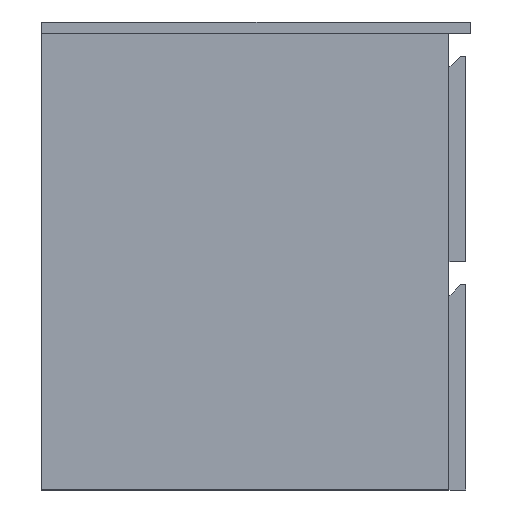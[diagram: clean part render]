
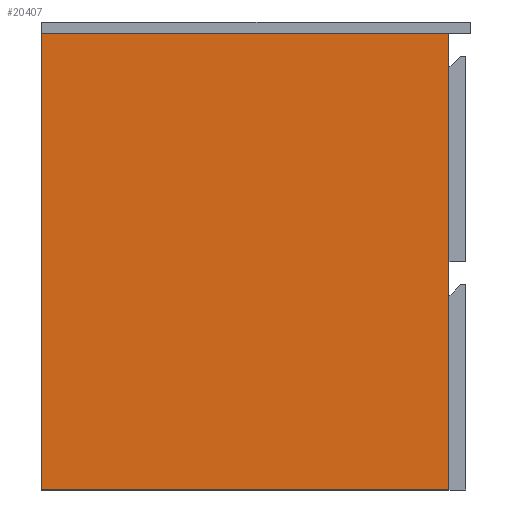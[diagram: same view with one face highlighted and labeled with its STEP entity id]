
A CAD part, left-side view. The second image highlights one B-rep face of the part: STEP entity #20407.
In plain terms, the highlighted face is planar.
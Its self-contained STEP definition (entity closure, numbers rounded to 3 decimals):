
#411 = FACE_OUTER_BOUND ( 'NONE', #36269, .T. ) ;
#1553 = VECTOR ( 'NONE', #12527, 1000. ) ;
#3666 = ORIENTED_EDGE ( 'NONE', *, *, #27476, .F. ) ;
#4101 = DIRECTION ( 'NONE',  ( -1., 0., 0. ) ) ;
#4806 = DIRECTION ( 'NONE',  ( -1., 0., 0. ) ) ;
#6258 = VERTEX_POINT ( 'NONE', #42708 ) ;
#11118 = LINE ( 'NONE', #26651, #1553 ) ;
#11752 = EDGE_CURVE ( 'EFI100', #46097, #11990, #37412, .T. ) ;
#11990 = VERTEX_POINT ( 'NONE', #42960 ) ;
#12220 = PLANE ( 'NONE',  #41647 ) ;
#12527 = DIRECTION ( 'NONE',  ( 0., -1., 0. ) ) ;
#12571 = CARTESIAN_POINT ( 'NONE',  ( 490., 437., -2. ) ) ;
#14062 = VECTOR ( 'NONE', #32705, 1000. ) ;
#14742 = CARTESIAN_POINT ( 'NONE',  ( 0., 0., -2. ) ) ;
#16095 = ORIENTED_EDGE ( 'NONE', *, *, #30287, .F. ) ;
#16981 = VERTEX_POINT ( 'NONE', #41708 ) ;
#19142 = CARTESIAN_POINT ( 'NONE',  ( 0., 437., -2. ) ) ;
#19977 = DIRECTION ( 'NONE',  ( 0., 1., 0. ) ) ;
#20407 = ADVANCED_FACE ( 'NONE', ( #411 ), #12220, .T. ) ;
#22193 = CARTESIAN_POINT ( 'NONE',  ( 0., 437., -2. ) ) ;
#24368 = VECTOR ( 'NONE', #19977, 1000. ) ;
#26651 = CARTESIAN_POINT ( 'NONE',  ( 0., 437., -2. ) ) ;
#26982 = LINE ( 'NONE', #14742, #14062 ) ;
#27476 = EDGE_CURVE ( 'EFI102', #6258, #16981, #11118, .T. ) ;
#28734 = CARTESIAN_POINT ( 'NONE',  ( 490., 0., -2. ) ) ;
#30287 = EDGE_CURVE ( 'EFI101', #16981, #46097, #26982, .T. ) ;
#32705 = DIRECTION ( 'NONE',  ( 1., 0., 0. ) ) ;
#33977 = VECTOR ( 'NONE', #4101, 1000. ) ;
#36269 = EDGE_LOOP ( 'NONE', ( #3666, #39505, #37668, #16095 ) ) ;
#37412 = LINE ( 'NONE', #12571, #24368 ) ;
#37442 = DIRECTION ( 'NONE',  ( 0., 0., -1. ) ) ;
#37668 = ORIENTED_EDGE ( 'NONE', *, *, #11752, .F. ) ;
#39505 = ORIENTED_EDGE ( 'NONE', *, *, #41426, .F. ) ;
#41426 = EDGE_CURVE ( 'EFI103', #11990, #6258, #43512, .T. ) ;
#41647 = AXIS2_PLACEMENT_3D ( 'NONE', #19142, #37442, #4806 ) ;
#41708 = CARTESIAN_POINT ( 'NONE',  ( 0., 0., -2. ) ) ;
#42708 = CARTESIAN_POINT ( 'NONE',  ( 0., 437., -2. ) ) ;
#42960 = CARTESIAN_POINT ( 'NONE',  ( 490., 437., -2. ) ) ;
#43512 = LINE ( 'NONE', #22193, #33977 ) ;
#46097 = VERTEX_POINT ( 'NONE', #28734 ) ;
